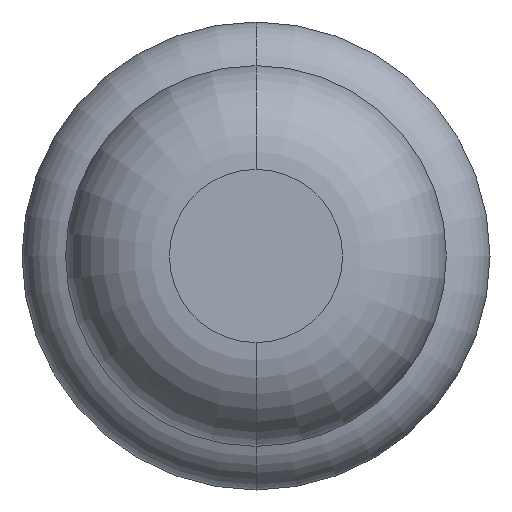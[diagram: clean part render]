
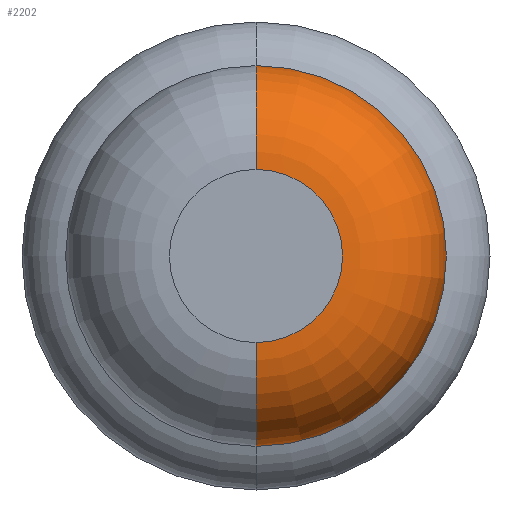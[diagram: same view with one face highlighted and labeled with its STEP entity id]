
A CAD part, front view. The second image highlights one B-rep face of the part: STEP entity #2202.
In plain terms, the highlighted toroidal (fillet/blend) face has major radius 0.375 mm and minor radius 0.45 mm.
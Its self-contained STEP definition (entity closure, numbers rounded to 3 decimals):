
#194 = CIRCLE ( 'NONE', #2147, 0.375 ) ;
#199 = FACE_OUTER_BOUND ( 'NONE', #2201, .T. ) ;
#275 = DIRECTION ( 'NONE',  ( 0., 0., 1. ) ) ;
#368 = DIRECTION ( 'NONE',  ( 0., -1., 0. ) ) ;
#430 = EDGE_CURVE ( 'NONE', #2226, #3491, #1967, .T. ) ;
#615 = ORIENTED_EDGE ( 'NONE', *, *, #430, .T. ) ;
#647 = DIRECTION ( 'NONE',  ( 1., 0., 0. ) ) ;
#866 = AXIS2_PLACEMENT_3D ( 'NONE', #1366, #647, #4244 ) ;
#875 = CARTESIAN_POINT ( 'NONE',  ( 0., -0.034, 0. ) ) ;
#879 = CARTESIAN_POINT ( 'NONE',  ( 0., -0.034, 0.375 ) ) ;
#1083 = DIRECTION ( 'NONE',  ( 0., 0., -1. ) ) ;
#1106 = VERTEX_POINT ( 'NONE', #3727 ) ;
#1293 = EDGE_CURVE ( 'NONE', #2226, #1106, #3856, .T. ) ;
#1366 = CARTESIAN_POINT ( 'NONE',  ( 0., 0.416, 0.375 ) ) ;
#1388 = AXIS2_PLACEMENT_3D ( 'NONE', #2425, #2370, #1083 ) ;
#1460 = ORIENTED_EDGE ( 'NONE', *, *, #3152, .T. ) ;
#1958 = VERTEX_POINT ( 'NONE', #879 ) ;
#1967 = CIRCLE ( 'NONE', #3841, 0.825 ) ;
#2147 = AXIS2_PLACEMENT_3D ( 'NONE', #875, #2334, #3032 ) ;
#2201 = EDGE_LOOP ( 'NONE', ( #615, #1460, #2369, #4561 ) ) ;
#2202 = ADVANCED_FACE ( 'NONE', ( #199 ), #2537, .T. ) ;
#2226 = VERTEX_POINT ( 'NONE', #4328 ) ;
#2334 = DIRECTION ( 'NONE',  ( 0., -1., 0. ) ) ;
#2369 = ORIENTED_EDGE ( 'NONE', *, *, #2535, .F. ) ;
#2370 = DIRECTION ( 'NONE',  ( 0., -1., 0. ) ) ;
#2409 = DIRECTION ( 'NONE',  ( -1., 0., 0. ) ) ;
#2425 = CARTESIAN_POINT ( 'NONE',  ( 0., 0.416, 0. ) ) ;
#2524 = CIRCLE ( 'NONE', #866, 0.45 ) ;
#2535 = EDGE_CURVE ( 'NONE', #1106, #1958, #194, .T. ) ;
#2537 = TOROIDAL_SURFACE ( 'NONE', #1388, 0.375, 0.45 ) ;
#2884 = DIRECTION ( 'NONE',  ( 0., 0., -1. ) ) ;
#3032 = DIRECTION ( 'NONE',  ( 0., 0., -1. ) ) ;
#3152 = EDGE_CURVE ( 'NONE', #3491, #1958, #2524, .T. ) ;
#3340 = AXIS2_PLACEMENT_3D ( 'NONE', #4583, #2409, #275 ) ;
#3491 = VERTEX_POINT ( 'NONE', #3645 ) ;
#3645 = CARTESIAN_POINT ( 'NONE',  ( 0., 0.416, 0.825 ) ) ;
#3727 = CARTESIAN_POINT ( 'NONE',  ( 0., -0.034, -0.375 ) ) ;
#3841 = AXIS2_PLACEMENT_3D ( 'NONE', #4308, #368, #2884 ) ;
#3856 = CIRCLE ( 'NONE', #3340, 0.45 ) ;
#4244 = DIRECTION ( 'NONE',  ( 0., 0., -1. ) ) ;
#4308 = CARTESIAN_POINT ( 'NONE',  ( 0., 0.416, 0. ) ) ;
#4328 = CARTESIAN_POINT ( 'NONE',  ( 0., 0.416, -0.825 ) ) ;
#4561 = ORIENTED_EDGE ( 'NONE', *, *, #1293, .F. ) ;
#4583 = CARTESIAN_POINT ( 'NONE',  ( 0., 0.416, -0.375 ) ) ;
